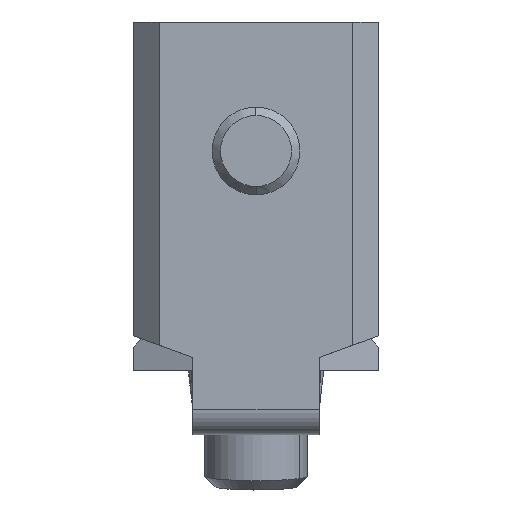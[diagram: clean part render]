
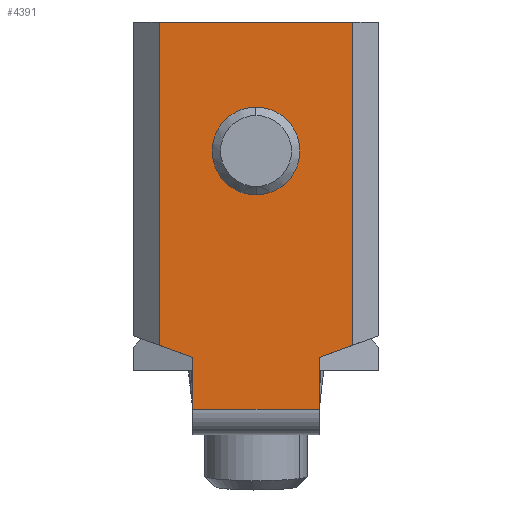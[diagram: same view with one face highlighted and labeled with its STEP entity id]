
A CAD part, front view. The second image highlights one B-rep face of the part: STEP entity #4391.
In plain terms, the highlighted planar face has unit normal (0, -1, 0).
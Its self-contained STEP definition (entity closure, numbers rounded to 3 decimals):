
#57 = VECTOR ( 'NONE', #4065, 1000. ) ;
#65 = LINE ( 'NONE', #4721, #57 ) ;
#73 = VECTOR ( 'NONE', #4136, 1000. ) ;
#90 = LINE ( 'NONE', #4144, #73 ) ;
#146 = VECTOR ( 'NONE', #4321, 1000. ) ;
#166 = VECTOR ( 'NONE', #4378, 1000. ) ;
#170 = CARTESIAN_POINT ( 'NONE',  ( -4.9, 0., 6. ) ) ;
#172 = LINE ( 'NONE', #4346, #146 ) ;
#184 = LINE ( 'NONE', #4427, #204 ) ;
#192 = LINE ( 'NONE', #4363, #166 ) ;
#204 = VECTOR ( 'NONE', #4420, 1000. ) ;
#230 = VECTOR ( 'NONE', #4528, 1000. ) ;
#267 = LINE ( 'NONE', #4551, #230 ) ;
#347 = CARTESIAN_POINT ( 'NONE',  ( 4.9, 0., 6. ) ) ;
#404 = CARTESIAN_POINT ( 'NONE',  ( -7.5, 0., 32. ) ) ;
#497 = VECTOR ( 'NONE', #574, 1000. ) ;
#514 = LINE ( 'NONE', #605, #497 ) ;
#544 = VECTOR ( 'NONE', #868, 1000. ) ;
#574 = DIRECTION ( 'NONE',  ( 1., 0., 0. ) ) ;
#605 = CARTESIAN_POINT ( 'NONE',  ( 4.9, 0., 32. ) ) ;
#621 = LINE ( 'NONE', #1626, #544 ) ;
#657 = CIRCLE ( 'NONE', #1219, 3.4 ) ;
#684 = CIRCLE ( 'NONE', #1221, 3.4 ) ;
#800 = AXIS2_PLACEMENT_3D ( 'NONE', #2676, #2667, #2661 ) ;
#868 = DIRECTION ( 'NONE',  ( -0.94, 0., -0.342 ) ) ;
#1148 = EDGE_LOOP ( 'NONE', ( #3534, #3639 ) ) ;
#1219 = AXIS2_PLACEMENT_3D ( 'NONE', #1537, #1492, #1518 ) ;
#1221 = AXIS2_PLACEMENT_3D ( 'NONE', #1954, #1862, #1845 ) ;
#1320 = ORIENTED_EDGE ( 'NONE', *, *, #4094, .F. ) ;
#1492 = DIRECTION ( 'NONE',  ( 0., -1., 0. ) ) ;
#1518 = DIRECTION ( 'NONE',  ( 0., 0., 1. ) ) ;
#1537 = CARTESIAN_POINT ( 'NONE',  ( 0., 0., 22. ) ) ;
#1555 = CARTESIAN_POINT ( 'NONE',  ( 7.5, 0., 32. ) ) ;
#1607 = CARTESIAN_POINT ( 'NONE',  ( -7.5, 0., 6.946 ) ) ;
#1626 = CARTESIAN_POINT ( 'NONE',  ( 7.5, 0., 6.946 ) ) ;
#1845 = DIRECTION ( 'NONE',  ( 0., 0., 1. ) ) ;
#1862 = DIRECTION ( 'NONE',  ( 0., -1., 0. ) ) ;
#1954 = CARTESIAN_POINT ( 'NONE',  ( 0., 0., 22. ) ) ;
#2195 = CARTESIAN_POINT ( 'NONE',  ( -4.9, 0., 2. ) ) ;
#2351 = ORIENTED_EDGE ( 'NONE', *, *, #3973, .F. ) ;
#2656 = ORIENTED_EDGE ( 'NONE', *, *, #3012, .F. ) ;
#2661 = DIRECTION ( 'NONE',  ( 0., 0., 1. ) ) ;
#2667 = DIRECTION ( 'NONE',  ( 0., 1., 0. ) ) ;
#2676 = CARTESIAN_POINT ( 'NONE',  ( 4.9, 0., 32. ) ) ;
#2722 = CARTESIAN_POINT ( 'NONE',  ( 4.9, 0., 2. ) ) ;
#2731 = PLANE ( 'NONE',  #800 ) ;
#2957 = EDGE_CURVE ( 'NONE', #3746, #3896, #684, .T. ) ;
#2968 = EDGE_CURVE ( 'NONE', #3896, #3746, #657, .T. ) ;
#2993 = EDGE_CURVE ( 'NONE', #4116, #3248, #621, .T. ) ;
#3012 = EDGE_CURVE ( 'NONE', #4707, #5397, #514, .T. ) ;
#3248 = VERTEX_POINT ( 'NONE', #347 ) ;
#3354 = EDGE_LOOP ( 'NONE', ( #2351, #4016, #1320, #3870, #5021, #4622, #2656, #3431 ) ) ;
#3431 = ORIENTED_EDGE ( 'NONE', *, *, #3863, .F. ) ;
#3498 = VERTEX_POINT ( 'NONE', #170 ) ;
#3534 = ORIENTED_EDGE ( 'NONE', *, *, #2957, .F. ) ;
#3639 = ORIENTED_EDGE ( 'NONE', *, *, #2968, .F. ) ;
#3746 = VERTEX_POINT ( 'NONE', #4794 ) ;
#3863 = EDGE_CURVE ( 'NONE', #4563, #4707, #267, .T. ) ;
#3870 = ORIENTED_EDGE ( 'NONE', *, *, #4066, .F. ) ;
#3896 = VERTEX_POINT ( 'NONE', #4441 ) ;
#3906 = EDGE_CURVE ( 'NONE', #4549, #3498, #184, .T. ) ;
#3931 = EDGE_CURVE ( 'NONE', #5397, #4116, #192, .T. ) ;
#3973 = EDGE_CURVE ( 'NONE', #3498, #4563, #172, .T. ) ;
#4016 = ORIENTED_EDGE ( 'NONE', *, *, #3906, .F. ) ;
#4065 = DIRECTION ( 'NONE',  ( -1., 0., 0. ) ) ;
#4066 = EDGE_CURVE ( 'NONE', #3248, #4433, #90, .T. ) ;
#4094 = EDGE_CURVE ( 'NONE', #4433, #4549, #65, .T. ) ;
#4116 = VERTEX_POINT ( 'NONE', #4718 ) ;
#4136 = DIRECTION ( 'NONE',  ( 0., 0., -1. ) ) ;
#4144 = CARTESIAN_POINT ( 'NONE',  ( 4.9, 0., 32. ) ) ;
#4321 = DIRECTION ( 'NONE',  ( -0.94, 0., 0.342 ) ) ;
#4346 = CARTESIAN_POINT ( 'NONE',  ( -4.9, 0., 6. ) ) ;
#4363 = CARTESIAN_POINT ( 'NONE',  ( 7.5, 0., 32. ) ) ;
#4378 = DIRECTION ( 'NONE',  ( 0., 0., -1. ) ) ;
#4391 = ADVANCED_FACE ( 'NONE', ( #4726, #4729 ), #2731, .F. ) ;
#4420 = DIRECTION ( 'NONE',  ( 0., 0., 1. ) ) ;
#4427 = CARTESIAN_POINT ( 'NONE',  ( -4.9, 0., 32. ) ) ;
#4433 = VERTEX_POINT ( 'NONE', #2722 ) ;
#4441 = CARTESIAN_POINT ( 'NONE',  ( 0., 0., 18.6 ) ) ;
#4528 = DIRECTION ( 'NONE',  ( 0., 0., 1. ) ) ;
#4549 = VERTEX_POINT ( 'NONE', #2195 ) ;
#4551 = CARTESIAN_POINT ( 'NONE',  ( -7.5, 0., 32. ) ) ;
#4563 = VERTEX_POINT ( 'NONE', #1607 ) ;
#4622 = ORIENTED_EDGE ( 'NONE', *, *, #3931, .F. ) ;
#4707 = VERTEX_POINT ( 'NONE', #404 ) ;
#4718 = CARTESIAN_POINT ( 'NONE',  ( 7.5, 0., 6.946 ) ) ;
#4721 = CARTESIAN_POINT ( 'NONE',  ( 4.9, 0., 2. ) ) ;
#4726 = FACE_OUTER_BOUND ( 'NONE', #3354, .T. ) ;
#4729 = FACE_BOUND ( 'NONE', #1148, .T. ) ;
#4794 = CARTESIAN_POINT ( 'NONE',  ( 0., 0., 25.4 ) ) ;
#5021 = ORIENTED_EDGE ( 'NONE', *, *, #2993, .F. ) ;
#5397 = VERTEX_POINT ( 'NONE', #1555 ) ;
